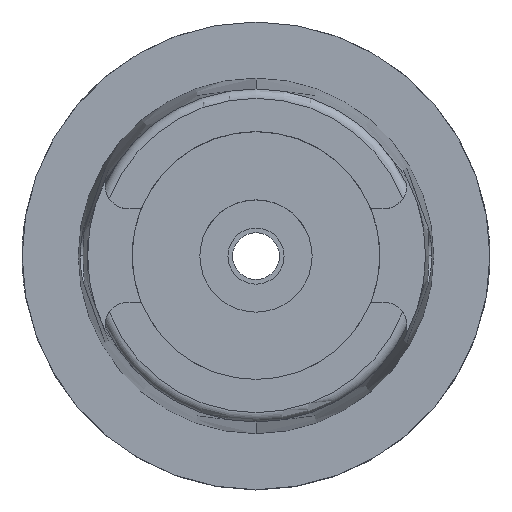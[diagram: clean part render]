
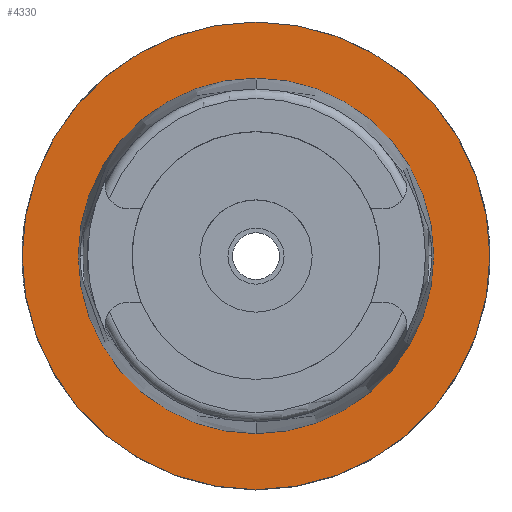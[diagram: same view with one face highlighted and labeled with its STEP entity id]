
A CAD part, top view. The second image highlights one B-rep face of the part: STEP entity #4330.
In plain terms, the highlighted planar face has unit normal (0, 0, 1).
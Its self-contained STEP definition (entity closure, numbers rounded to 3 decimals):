
#2054=CARTESIAN_POINT('',(0.,0.,0.));
#2055=DIRECTION('',(0.,0.,-1.));
#2056=DIRECTION('',(0.,-1.,0.));
#2057=AXIS2_PLACEMENT_3D('',#2054,#2055,#2056);
#2062=CARTESIAN_POINT('',(0.,0.,0.));
#2063=DIRECTION('',(0.,0.,-1.));
#2064=DIRECTION('',(0.,1.,0.));
#2065=AXIS2_PLACEMENT_3D('',#2062,#2063,#2064);
#2070=CARTESIAN_POINT('',(0.,0.,0.));
#2071=DIRECTION('',(0.,0.,1.));
#2072=DIRECTION('',(0.,-1.,0.));
#2073=AXIS2_PLACEMENT_3D('',#2070,#2071,#2072);
#2078=CARTESIAN_POINT('',(0.,0.,0.));
#2079=DIRECTION('',(0.,0.,1.));
#2080=DIRECTION('',(0.,1.,0.));
#2081=AXIS2_PLACEMENT_3D('',#2078,#2079,#2080);
#2519=CARTESIAN_POINT('',(0.,-38.,0.));
#2520=VERTEX_POINT('',#2519);
#2521=CARTESIAN_POINT('',(0.,38.,0.));
#2522=VERTEX_POINT('',#2521);
#2788=CARTESIAN_POINT('',(0.,50.,0.));
#2789=VERTEX_POINT('',#2788);
#2790=CARTESIAN_POINT('',(0.,-50.,0.));
#2791=VERTEX_POINT('',#2790);
#4317=CARTESIAN_POINT('',(0.,0.,0.));
#4318=DIRECTION('',(0.,0.,1.));
#4319=DIRECTION('',(0.,1.,0.));
#4320=AXIS2_PLACEMENT_3D('',#4317,#4318,#4319);
#4321=PLANE('',#4320);
#4322=ORIENTED_EDGE('',*,*,#4082,.T.);
#4323=ORIENTED_EDGE('',*,*,#4191,.T.);
#4324=EDGE_LOOP('',(#4322,#4323));
#4325=FACE_OUTER_BOUND('',#4324,.F.);
#4326=ORIENTED_EDGE('',*,*,#3042,.T.);
#4327=ORIENTED_EDGE('',*,*,#3013,.T.);
#4328=EDGE_LOOP('',(#4326,#4327));
#4329=FACE_BOUND('',#4328,.F.);
#2058=CIRCLE('',#2057,50.);
#2066=CIRCLE('',#2065,50.);
#2074=CIRCLE('',#2073,38.);
#2082=CIRCLE('',#2081,38.);
#3013=EDGE_CURVE('',#2522,#2520,#2082,.T.);
#3042=EDGE_CURVE('',#2520,#2522,#2074,.T.);
#4082=EDGE_CURVE('',#2791,#2789,#2058,.T.);
#4191=EDGE_CURVE('',#2789,#2791,#2066,.T.);
#4330=ADVANCED_FACE('',(#4325,#4329),#4321,.T.);
